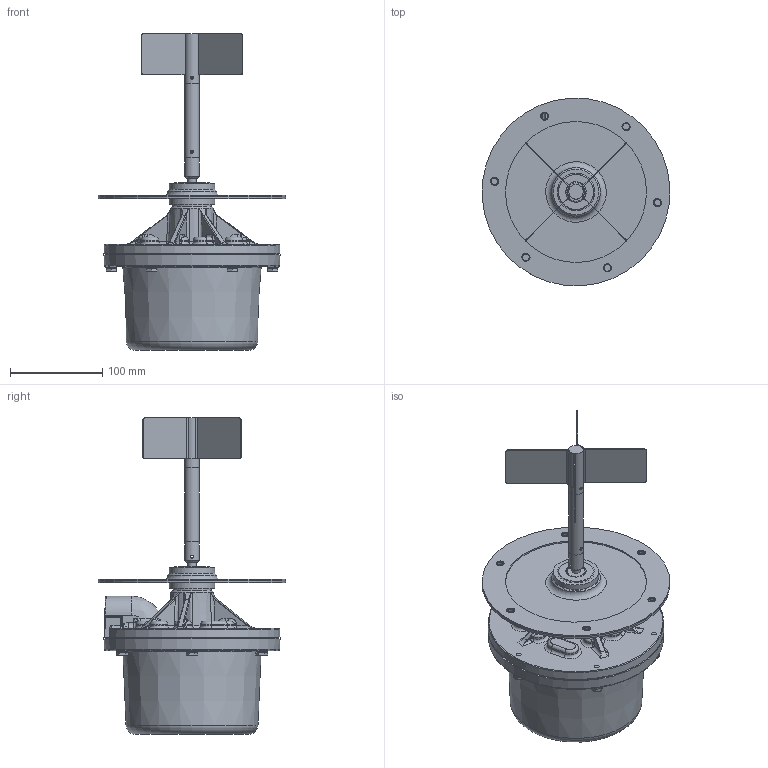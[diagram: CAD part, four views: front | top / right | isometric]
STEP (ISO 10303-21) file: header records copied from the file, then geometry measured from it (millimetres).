
FILE_DESCRIPTION(('Model CR with CR-81, CR-70 and CR-61. 2/27/2013'),'2;1');
FILE_NAME('CR 81 70 61.stp','2013-02-27T13:23:15',('GL'),('Conveyor Components Company'),'Autodesk Inventor 2012','Autodesk Inventor 2012','GL');
FILE_SCHEMA(('AUTOMOTIVE_DESIGN { 1 0 10303 214 1 1 1 1 }'));
Length unit declared in the file: inch
Products named in the file (29): CR 81 70 61; 20010062; 20010105; Hex Cap Screw - Inch 1/4-20 UNC - 1; Regular Helical Spring Lock Washer (Inch) 1/4; 20010011; CR-200A; 20010121; 20010003; 20010024; 20010025; 20016506; 20016104; Compress Spring; Compress Spring1; 20016505; 20016504; 20016508; CR-61; 20010029; 20010079; 20015115; CR-81; CR-81_Welds; 20010069; CR-85; CR-31; CR-70; 20010317
Assembly tree (43 placements, depth 5):
  CR 81 70 61
    20010062
    20010105
    Hex Cap Screw - Inch 1/4-20 UNC - 1  x6
    Regular Helical Spring Lock Washer (Inch) 1/4  x6
    20010011
    CR-200A
      20010121
      20010003
        20010024
        20010025
        20016506  x2
        20016104
        Compress Spring
          Compress Spring1
      20016505
      20016504  x2
      20016508  x2
    CR-61
      20010029
      20010079  x2
      20015115
    CR-81
      CR-81_Welds
      20010069
      CR-85
      CR-31
    CR-70
      20010317
      20015115
Bounding box: 203 x 203 x 342.14 mm (x, y, z)
Volume: 1128523.4 mm3; surface area: 420629.6 mm2
Topology: 37 solids, 37 shells, 1040 faces, 2385 edges, 1404 vertices
Faces by surface type: cylinder 280, plane 277, bspline 228, cone 124, torus 85, sphere 45, revolution 1
Full cylindrical faces by diameter (mm): 1.041 x4, 2.38 x2, 2.383 x1, 2.388 x4, 2.642 x2, 3.251 x4, 3.264 x5, 3.962 x3, 4.305 x2, 4.978 x7, 5.156 x1, 6.35 x6, 6.746 x1, 7.137 x6, 7.142 x6, 7.144 x6, 7.62 x1, 8.585 x2, 8.73 x6, 9.505 x2, 9.525 x2, 9.576 x1, 10.001 x6, 10.312 x1, 10.439 x2, 10.49 x2, 12.446 x1, 12.7 x1, 15.875 x6, 18.923 x1
Entity records: 77638 total; most frequent: CARTESIAN_POINT 58442, DIRECTION 3633, ORIENTED_EDGE 3476, EDGE_CURVE 1738, AXIS2_PLACEMENT_3D 1620, EDGE_LOOP 1160, VERTEX_POINT 1106, FACE_OUTER_BOUND 862
